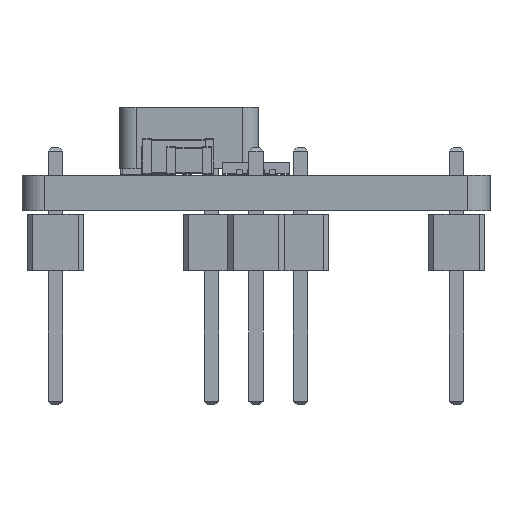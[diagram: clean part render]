
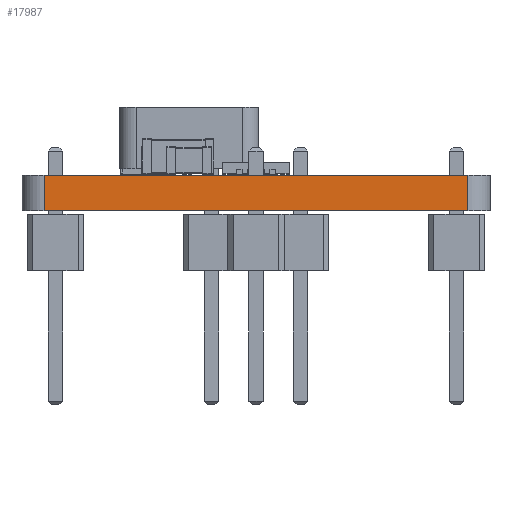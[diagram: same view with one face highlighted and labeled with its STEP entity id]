
A CAD part, left-side view. The second image highlights one B-rep face of the part: STEP entity #17987.
In plain terms, the highlighted planar face has unit normal (-1, 0, 0).
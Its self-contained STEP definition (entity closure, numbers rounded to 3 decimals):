
#16741 = PLANE('',#16742);
#16742 = AXIS2_PLACEMENT_3D('',#16743,#16744,#16745);
#16743 = CARTESIAN_POINT('',(32.,-21.,1.6));
#16744 = DIRECTION('',(0.,0.,1.));
#16745 = DIRECTION('',(1.,0.,0.));
#16769 = CYLINDRICAL_SURFACE('',#16770,1.);
#16770 = AXIS2_PLACEMENT_3D('',#16771,#16772,#16773);
#16771 = CARTESIAN_POINT('',(11.5,-11.5,0.));
#16772 = DIRECTION('',(0.,0.,-1.));
#16773 = DIRECTION('',(1.,0.,0.));
#16795 = PLANE('',#16796);
#16796 = AXIS2_PLACEMENT_3D('',#16797,#16798,#16799);
#16797 = CARTESIAN_POINT('',(32.,-21.,0.));
#16798 = DIRECTION('',(0.,0.,1.));
#16799 = DIRECTION('',(1.,0.,0.));
#16890 = VERTEX_POINT('',#16891);
#16891 = CARTESIAN_POINT('',(10.5,-11.5,1.6));
#16913 = EDGE_CURVE('',#16914,#16890,#16916,.T.);
#16914 = VERTEX_POINT('',#16915);
#16915 = CARTESIAN_POINT('',(10.5,-11.5,0.));
#16916 = SURFACE_CURVE('',#16917,(#16921,#16928),.PCURVE_S1.);
#16917 = LINE('',#16918,#16919);
#16918 = CARTESIAN_POINT('',(10.5,-11.5,0.));
#16919 = VECTOR('',#16920,1.);
#16920 = DIRECTION('',(0.,0.,1.));
#16921 = PCURVE('',#16769,#16922);
#16922 = DEFINITIONAL_REPRESENTATION('',(#16923),#16927);
#16923 = LINE('',#16924,#16925);
#16924 = CARTESIAN_POINT('',(-3.142,0.));
#16925 = VECTOR('',#16926,1.);
#16926 = DIRECTION('',(0.,-1.));
#16927 = ( GEOMETRIC_REPRESENTATION_CONTEXT(2) 
PARAMETRIC_REPRESENTATION_CONTEXT() REPRESENTATION_CONTEXT('2D SPACE',''
  ) );
#16928 = PCURVE('',#16929,#16934);
#16929 = PLANE('',#16930);
#16930 = AXIS2_PLACEMENT_3D('',#16931,#16932,#16933);
#16931 = CARTESIAN_POINT('',(10.5,-11.5,0.));
#16932 = DIRECTION('',(1.,0.,0.));
#16933 = DIRECTION('',(0.,-1.,0.));
#16934 = DEFINITIONAL_REPRESENTATION('',(#16935),#16939);
#16935 = LINE('',#16936,#16937);
#16936 = CARTESIAN_POINT('',(0.,0.));
#16937 = VECTOR('',#16938,1.);
#16938 = DIRECTION('',(0.,-1.));
#16939 = ( GEOMETRIC_REPRESENTATION_CONTEXT(2) 
PARAMETRIC_REPRESENTATION_CONTEXT() REPRESENTATION_CONTEXT('2D SPACE',''
  ) );
#16968 = EDGE_CURVE('',#16914,#16969,#16971,.T.);
#16969 = VERTEX_POINT('',#16970);
#16970 = CARTESIAN_POINT('',(10.5,-30.5,0.));
#16971 = SURFACE_CURVE('',#16972,(#16976,#16983),.PCURVE_S1.);
#16972 = LINE('',#16973,#16974);
#16973 = CARTESIAN_POINT('',(10.5,-11.5,0.));
#16974 = VECTOR('',#16975,1.);
#16975 = DIRECTION('',(0.,-1.,0.));
#16976 = PCURVE('',#16795,#16977);
#16977 = DEFINITIONAL_REPRESENTATION('',(#16978),#16982);
#16978 = LINE('',#16979,#16980);
#16979 = CARTESIAN_POINT('',(-21.5,9.5));
#16980 = VECTOR('',#16981,1.);
#16981 = DIRECTION('',(0.,-1.));
#16982 = ( GEOMETRIC_REPRESENTATION_CONTEXT(2) 
PARAMETRIC_REPRESENTATION_CONTEXT() REPRESENTATION_CONTEXT('2D SPACE',''
  ) );
#16983 = PCURVE('',#16929,#16984);
#16984 = DEFINITIONAL_REPRESENTATION('',(#16985),#16989);
#16985 = LINE('',#16986,#16987);
#16986 = CARTESIAN_POINT('',(0.,0.));
#16987 = VECTOR('',#16988,1.);
#16988 = DIRECTION('',(1.,0.));
#16989 = ( GEOMETRIC_REPRESENTATION_CONTEXT(2) 
PARAMETRIC_REPRESENTATION_CONTEXT() REPRESENTATION_CONTEXT('2D SPACE',''
  ) );
#17008 = CYLINDRICAL_SURFACE('',#17009,1.);
#17009 = AXIS2_PLACEMENT_3D('',#17010,#17011,#17012);
#17010 = CARTESIAN_POINT('',(11.5,-30.5,0.));
#17011 = DIRECTION('',(0.,0.,-1.));
#17012 = DIRECTION('',(1.,0.,0.));
#17507 = EDGE_CURVE('',#16890,#17508,#17510,.T.);
#17508 = VERTEX_POINT('',#17509);
#17509 = CARTESIAN_POINT('',(10.5,-30.5,1.6));
#17510 = SURFACE_CURVE('',#17511,(#17515,#17522),.PCURVE_S1.);
#17511 = LINE('',#17512,#17513);
#17512 = CARTESIAN_POINT('',(10.5,-11.5,1.6));
#17513 = VECTOR('',#17514,1.);
#17514 = DIRECTION('',(0.,-1.,0.));
#17515 = PCURVE('',#16741,#17516);
#17516 = DEFINITIONAL_REPRESENTATION('',(#17517),#17521);
#17517 = LINE('',#17518,#17519);
#17518 = CARTESIAN_POINT('',(-21.5,9.5));
#17519 = VECTOR('',#17520,1.);
#17520 = DIRECTION('',(0.,-1.));
#17521 = ( GEOMETRIC_REPRESENTATION_CONTEXT(2) 
PARAMETRIC_REPRESENTATION_CONTEXT() REPRESENTATION_CONTEXT('2D SPACE',''
  ) );
#17522 = PCURVE('',#16929,#17523);
#17523 = DEFINITIONAL_REPRESENTATION('',(#17524),#17528);
#17524 = LINE('',#17525,#17526);
#17525 = CARTESIAN_POINT('',(0.,-1.6));
#17526 = VECTOR('',#17527,1.);
#17527 = DIRECTION('',(1.,0.));
#17528 = ( GEOMETRIC_REPRESENTATION_CONTEXT(2) 
PARAMETRIC_REPRESENTATION_CONTEXT() REPRESENTATION_CONTEXT('2D SPACE',''
  ) );
#17987 = ADVANCED_FACE('',(#17988),#16929,.F.);
#17988 = FACE_BOUND('',#17989,.F.);
#17989 = EDGE_LOOP('',(#17990,#17991,#17992,#18013));
#17990 = ORIENTED_EDGE('',*,*,#16913,.T.);
#17991 = ORIENTED_EDGE('',*,*,#17507,.T.);
#17992 = ORIENTED_EDGE('',*,*,#17993,.F.);
#17993 = EDGE_CURVE('',#16969,#17508,#17994,.T.);
#17994 = SURFACE_CURVE('',#17995,(#17999,#18006),.PCURVE_S1.);
#17995 = LINE('',#17996,#17997);
#17996 = CARTESIAN_POINT('',(10.5,-30.5,0.));
#17997 = VECTOR('',#17998,1.);
#17998 = DIRECTION('',(0.,0.,1.));
#17999 = PCURVE('',#16929,#18000);
#18000 = DEFINITIONAL_REPRESENTATION('',(#18001),#18005);
#18001 = LINE('',#18002,#18003);
#18002 = CARTESIAN_POINT('',(19.,0.));
#18003 = VECTOR('',#18004,1.);
#18004 = DIRECTION('',(0.,-1.));
#18005 = ( GEOMETRIC_REPRESENTATION_CONTEXT(2) 
PARAMETRIC_REPRESENTATION_CONTEXT() REPRESENTATION_CONTEXT('2D SPACE',''
  ) );
#18006 = PCURVE('',#17008,#18007);
#18007 = DEFINITIONAL_REPRESENTATION('',(#18008),#18012);
#18008 = LINE('',#18009,#18010);
#18009 = CARTESIAN_POINT('',(-3.142,0.));
#18010 = VECTOR('',#18011,1.);
#18011 = DIRECTION('',(0.,-1.));
#18012 = ( GEOMETRIC_REPRESENTATION_CONTEXT(2) 
PARAMETRIC_REPRESENTATION_CONTEXT() REPRESENTATION_CONTEXT('2D SPACE',''
  ) );
#18013 = ORIENTED_EDGE('',*,*,#16968,.F.);
